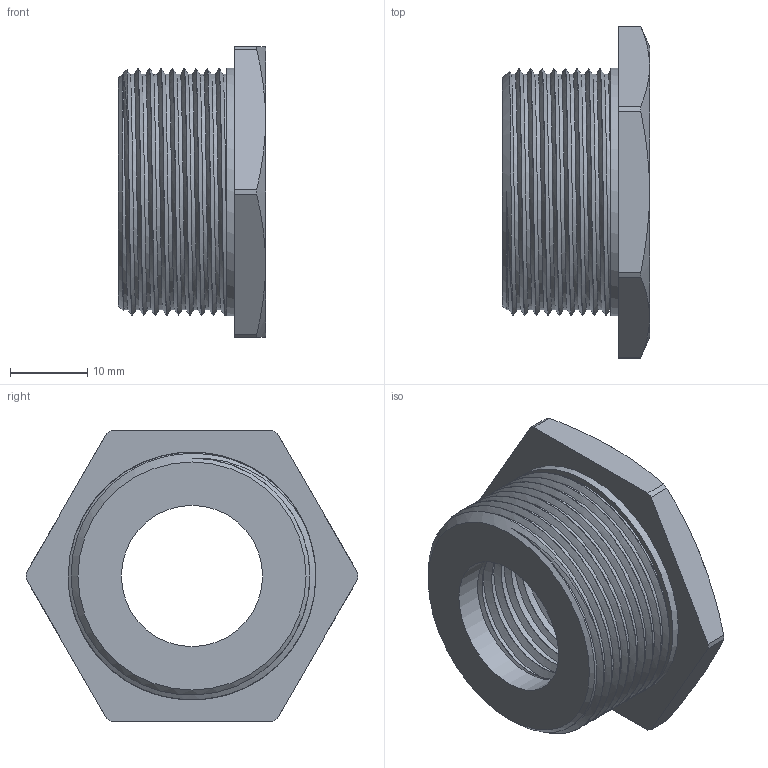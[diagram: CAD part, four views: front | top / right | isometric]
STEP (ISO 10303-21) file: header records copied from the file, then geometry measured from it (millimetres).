
FILE_DESCRIPTION(/* description */ ('Adapter Metall Ex M 32x1,5 / NPT 1/2"'),/* implementation_level */ '2;1');
FILE_NAME(/* name */ 'RX744729-RST.stp',/* time_stamp */ '2021-11-16T10:46:18+01:00',/* author */ ('sl'),/* organization */ (''),/* preprocessor_version */ 'ST-DEVELOPER v16.5',/* originating_system */ 'Autodesk Inventor 2017',/* authorisation */ '');
FILE_SCHEMA (('AUTOMOTIVE_DESIGN { 1 0 10303 214 3 1 1 }'));
Length unit declared in the file: millimetre
Products named in the file (1): RX744724
Bounding box: 19 x 42.9 x 37.5 mm (x, y, z)
Volume: 10346.9 mm3; surface area: 6184.2 mm2
Topology: 1 solids, 1 shells, 42 faces, 108 edges, 70 vertices
Faces by surface type: cylinder 17, plane 11, cone 9, bspline 5
Full cylindrical faces by diameter (mm): 18.24 x1, 32 x8
Entity records: 4831 total; most frequent: CARTESIAN_POINT 4072, ORIENTED_EDGE 154, DIRECTION 140, EDGE_CURVE 77, AXIS2_PLACEMENT_3D 61, VERTEX_POINT 51, EDGE_LOOP 42, FACE_OUTER_BOUND 34
